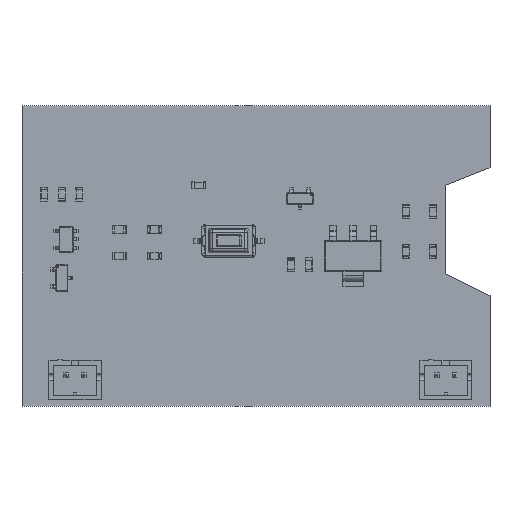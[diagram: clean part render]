
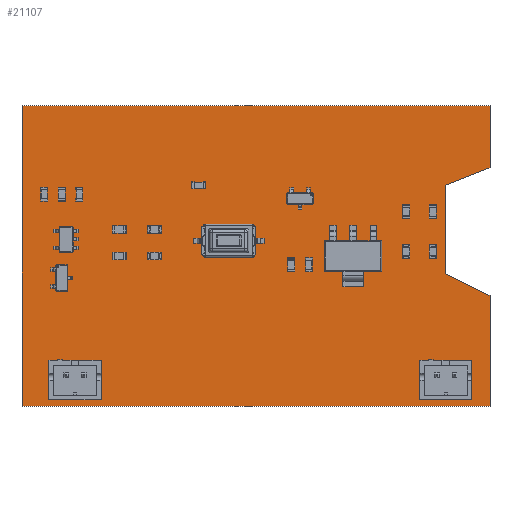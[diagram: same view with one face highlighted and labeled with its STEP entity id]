
A CAD part, top view. The second image highlights one B-rep face of the part: STEP entity #21107.
In plain terms, the highlighted planar face has unit normal (0, 0, 1).
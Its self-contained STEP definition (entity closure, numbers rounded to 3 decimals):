
#20919 = VERTEX_POINT('',#20920);
#20920 = CARTESIAN_POINT('',(105.5,-81.5,1.6));
#20926 = EDGE_CURVE('',#20919,#20927,#20929,.T.);
#20927 = VERTEX_POINT('',#20928);
#20928 = CARTESIAN_POINT('',(100.5,-83.5,1.6));
#20929 = LINE('',#20930,#20931);
#20930 = CARTESIAN_POINT('',(105.5,-81.5,1.6));
#20931 = VECTOR('',#20932,1.);
#20932 = DIRECTION('',(-0.928,-0.371,0.));
#20959 = VERTEX_POINT('',#20960);
#20960 = CARTESIAN_POINT('',(105.5,-74.5,1.6));
#20966 = EDGE_CURVE('',#20959,#20919,#20967,.T.);
#20967 = LINE('',#20968,#20969);
#20968 = CARTESIAN_POINT('',(105.5,-74.5,1.6));
#20969 = VECTOR('',#20970,1.);
#20970 = DIRECTION('',(0.,-1.,0.));
#20988 = EDGE_CURVE('',#20927,#20989,#20991,.T.);
#20989 = VERTEX_POINT('',#20990);
#20990 = CARTESIAN_POINT('',(100.5,-93.5,1.6));
#20991 = LINE('',#20992,#20993);
#20992 = CARTESIAN_POINT('',(100.5,-83.5,1.6));
#20993 = VECTOR('',#20994,1.);
#20994 = DIRECTION('',(0.,-1.,0.));
#21107 = ADVANCED_FACE('',(#21108,#21151,#21162,#21173,#21184),#21195,
  .T.);
#21108 = FACE_BOUND('',#21109,.T.);
#21109 = EDGE_LOOP('',(#21110,#21111,#21112,#21120,#21128,#21136,#21144,
    #21150));
#21110 = ORIENTED_EDGE('',*,*,#20926,.F.);
#21111 = ORIENTED_EDGE('',*,*,#20966,.F.);
#21112 = ORIENTED_EDGE('',*,*,#21113,.F.);
#21113 = EDGE_CURVE('',#21114,#20959,#21116,.T.);
#21114 = VERTEX_POINT('',#21115);
#21115 = CARTESIAN_POINT('',(52.5,-74.5,1.6));
#21116 = LINE('',#21117,#21118);
#21117 = CARTESIAN_POINT('',(52.5,-74.5,1.6));
#21118 = VECTOR('',#21119,1.);
#21119 = DIRECTION('',(1.,0.,0.));
#21120 = ORIENTED_EDGE('',*,*,#21121,.F.);
#21121 = EDGE_CURVE('',#21122,#21114,#21124,.T.);
#21122 = VERTEX_POINT('',#21123);
#21123 = CARTESIAN_POINT('',(52.5,-108.5,1.6));
#21124 = LINE('',#21125,#21126);
#21125 = CARTESIAN_POINT('',(52.5,-108.5,1.6));
#21126 = VECTOR('',#21127,1.);
#21127 = DIRECTION('',(0.,1.,0.));
#21128 = ORIENTED_EDGE('',*,*,#21129,.F.);
#21129 = EDGE_CURVE('',#21130,#21122,#21132,.T.);
#21130 = VERTEX_POINT('',#21131);
#21131 = CARTESIAN_POINT('',(105.5,-108.5,1.6));
#21132 = LINE('',#21133,#21134);
#21133 = CARTESIAN_POINT('',(105.5,-108.5,1.6));
#21134 = VECTOR('',#21135,1.);
#21135 = DIRECTION('',(-1.,0.,0.));
#21136 = ORIENTED_EDGE('',*,*,#21137,.F.);
#21137 = EDGE_CURVE('',#21138,#21130,#21140,.T.);
#21138 = VERTEX_POINT('',#21139);
#21139 = CARTESIAN_POINT('',(105.5,-96.,1.6));
#21140 = LINE('',#21141,#21142);
#21141 = CARTESIAN_POINT('',(105.5,-96.,1.6));
#21142 = VECTOR('',#21143,1.);
#21143 = DIRECTION('',(0.,-1.,0.));
#21144 = ORIENTED_EDGE('',*,*,#21145,.F.);
#21145 = EDGE_CURVE('',#20989,#21138,#21146,.T.);
#21146 = LINE('',#21147,#21148);
#21147 = CARTESIAN_POINT('',(100.5,-93.5,1.6));
#21148 = VECTOR('',#21149,1.);
#21149 = DIRECTION('',(0.894,-0.447,0.));
#21150 = ORIENTED_EDGE('',*,*,#20988,.F.);
#21151 = FACE_BOUND('',#21152,.T.);
#21152 = EDGE_LOOP('',(#21153));
#21153 = ORIENTED_EDGE('',*,*,#21154,.T.);
#21154 = EDGE_CURVE('',#21155,#21155,#21157,.T.);
#21155 = VERTEX_POINT('',#21156);
#21156 = CARTESIAN_POINT('',(57.5,-105.375,1.6));
#21157 = CIRCLE('',#21158,0.375);
#21158 = AXIS2_PLACEMENT_3D('',#21159,#21160,#21161);
#21159 = CARTESIAN_POINT('',(57.5,-105.,1.6));
#21160 = DIRECTION('',(-0.,0.,-1.));
#21161 = DIRECTION('',(-0.,-1.,0.));
#21162 = FACE_BOUND('',#21163,.T.);
#21163 = EDGE_LOOP('',(#21164));
#21164 = ORIENTED_EDGE('',*,*,#21165,.T.);
#21165 = EDGE_CURVE('',#21166,#21166,#21168,.T.);
#21166 = VERTEX_POINT('',#21167);
#21167 = CARTESIAN_POINT('',(59.5,-105.375,1.6));
#21168 = CIRCLE('',#21169,0.375);
#21169 = AXIS2_PLACEMENT_3D('',#21170,#21171,#21172);
#21170 = CARTESIAN_POINT('',(59.5,-105.,1.6));
#21171 = DIRECTION('',(-0.,0.,-1.));
#21172 = DIRECTION('',(-0.,-1.,0.));
#21173 = FACE_BOUND('',#21174,.T.);
#21174 = EDGE_LOOP('',(#21175));
#21175 = ORIENTED_EDGE('',*,*,#21176,.T.);
#21176 = EDGE_CURVE('',#21177,#21177,#21179,.T.);
#21177 = VERTEX_POINT('',#21178);
#21178 = CARTESIAN_POINT('',(99.5,-105.375,1.6));
#21179 = CIRCLE('',#21180,0.375);
#21180 = AXIS2_PLACEMENT_3D('',#21181,#21182,#21183);
#21181 = CARTESIAN_POINT('',(99.5,-105.,1.6));
#21182 = DIRECTION('',(-0.,0.,-1.));
#21183 = DIRECTION('',(-0.,-1.,0.));
#21184 = FACE_BOUND('',#21185,.T.);
#21185 = EDGE_LOOP('',(#21186));
#21186 = ORIENTED_EDGE('',*,*,#21187,.T.);
#21187 = EDGE_CURVE('',#21188,#21188,#21190,.T.);
#21188 = VERTEX_POINT('',#21189);
#21189 = CARTESIAN_POINT('',(101.5,-105.375,1.6));
#21190 = CIRCLE('',#21191,0.375);
#21191 = AXIS2_PLACEMENT_3D('',#21192,#21193,#21194);
#21192 = CARTESIAN_POINT('',(101.5,-105.,1.6));
#21193 = DIRECTION('',(-0.,0.,-1.));
#21194 = DIRECTION('',(-0.,-1.,0.));
#21195 = PLANE('',#21196);
#21196 = AXIS2_PLACEMENT_3D('',#21197,#21198,#21199);
#21197 = CARTESIAN_POINT('',(0.,0.,1.6));
#21198 = DIRECTION('',(0.,0.,1.));
#21199 = DIRECTION('',(1.,0.,-0.));
